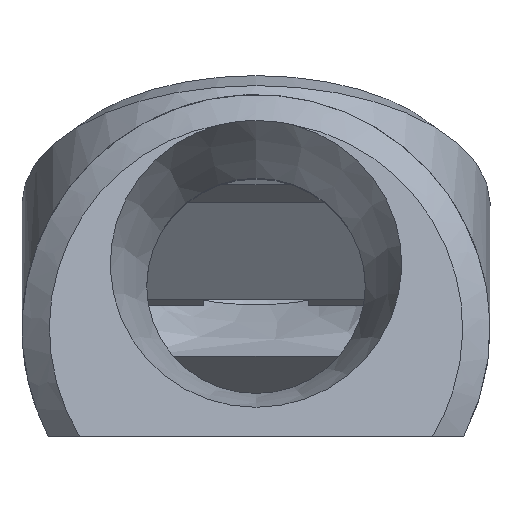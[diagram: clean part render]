
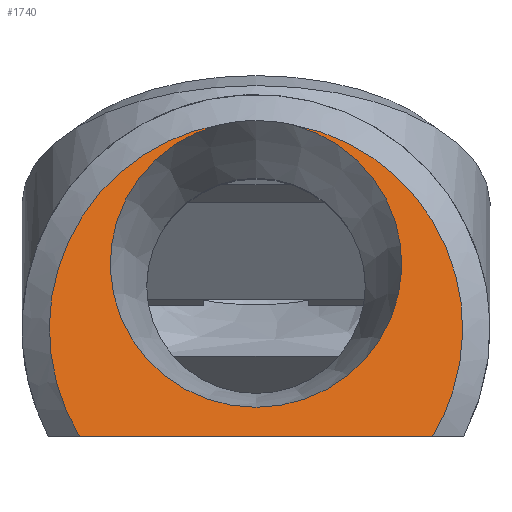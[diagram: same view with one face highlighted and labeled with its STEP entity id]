
A CAD part, front view. The second image highlights one B-rep face of the part: STEP entity #1740.
In plain terms, the highlighted planar face has unit normal (0, -0.985, 0.174).
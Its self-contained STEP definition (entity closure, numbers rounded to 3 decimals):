
#42=CIRCLE('',#1849,16.);
#64=LINE('',#2632,#281);
#281=VECTOR('',#1969,10.);
#498=PLANE('',#1848);
#577=FACE_OUTER_BOUND('',#672,.T.);
#672=EDGE_LOOP('',(#1223,#1224,#1225,#1226));
#777=B_SPLINE_CURVE_WITH_KNOTS('',3,(#2586,#2587,#2588,#2589,#2590,#2591,
#2592),.UNSPECIFIED.,.F.,.F.,(4,1,1,1,4),(-2.117,-1.512,
-0.907,-0.302,-0.178),.UNSPECIFIED.);
#780=B_SPLINE_CURVE_WITH_KNOTS('',3,(#2624,#2625,#2626,#2627,#2628,#2629,
#2630),.UNSPECIFIED.,.F.,.F.,(4,1,1,1,4),(0.178,0.302,
0.907,1.512,2.117),.UNSPECIFIED.);
#787=VERTEX_POINT('',#2459);
#790=VERTEX_POINT('',#2578);
#791=VERTEX_POINT('',#2585);
#793=VERTEX_POINT('',#2607);
#960=EDGE_CURVE('',#790,#791,#777,.T.);
#963=EDGE_CURVE('',#793,#787,#780,.T.);
#964=EDGE_CURVE('',#787,#790,#64,.T.);
#965=EDGE_CURVE('',#791,#793,#42,.T.);
#1223=ORIENTED_EDGE('',*,*,#960,.F.);
#1224=ORIENTED_EDGE('',*,*,#964,.F.);
#1225=ORIENTED_EDGE('',*,*,#963,.F.);
#1226=ORIENTED_EDGE('',*,*,#965,.F.);
#1740=ADVANCED_FACE('',(#577),#498,.T.);
#1848=AXIS2_PLACEMENT_3D('',#2631,#1967,#1968);
#1849=AXIS2_PLACEMENT_3D('',#2633,#1970,#1971);
#1967=DIRECTION('center_axis',(0.,-0.985,0.174));
#1968=DIRECTION('ref_axis',(0.,-0.174,-0.985));
#1969=DIRECTION('',(-1.,0.,0.));
#1970=DIRECTION('center_axis',(0.,-0.985,0.174));
#1971=DIRECTION('ref_axis',(0.,-0.174,-0.985));
#2459=CARTESIAN_POINT('',(19.365,-21.112,-16.339));
#2578=CARTESIAN_POINT('',(-19.365,-21.112,-16.339));
#2585=CARTESIAN_POINT('',(-4.003,-15.082,17.86));
#2586=CARTESIAN_POINT('Ctrl Pts',(-19.365,-21.112,-16.339));
#2587=CARTESIAN_POINT('Ctrl Pts',(-21.748,-20.422,-12.422));
#2588=CARTESIAN_POINT('Ctrl Pts',(-24.074,-18.778,-3.099));
#2589=CARTESIAN_POINT('Ctrl Pts',(-18.985,-16.398,10.398));
#2590=CARTESIAN_POINT('Ctrl Pts',(-10.29,-15.341,16.392));
#2591=CARTESIAN_POINT('Ctrl Pts',(-4.929,-15.111,17.695));
#2592=CARTESIAN_POINT('Ctrl Pts',(-4.002,-15.082,17.86));
#2607=CARTESIAN_POINT('',(4.004,-15.082,17.863));
#2624=CARTESIAN_POINT('Ctrl Pts',(4.003,-15.082,17.863));
#2625=CARTESIAN_POINT('Ctrl Pts',(4.93,-15.111,17.699));
#2626=CARTESIAN_POINT('Ctrl Pts',(10.289,-15.34,16.397));
#2627=CARTESIAN_POINT('Ctrl Pts',(18.978,-16.399,10.39));
#2628=CARTESIAN_POINT('Ctrl Pts',(24.08,-18.777,-3.095));
#2629=CARTESIAN_POINT('Ctrl Pts',(21.748,-20.422,-12.422));
#2630=CARTESIAN_POINT('Ctrl Pts',(19.365,-21.112,-16.339));
#2631=CARTESIAN_POINT('Origin',(0.,-17.298,
5.294));
#2632=CARTESIAN_POINT('',(9.164,-21.112,-16.339));
#2633=CARTESIAN_POINT('Origin',(0.,-17.772,
2.605));
